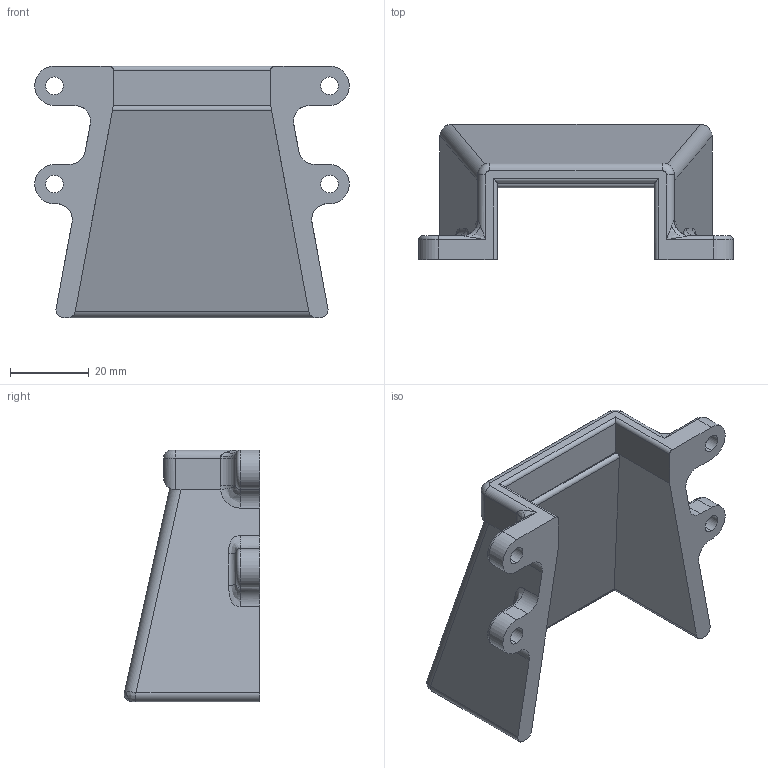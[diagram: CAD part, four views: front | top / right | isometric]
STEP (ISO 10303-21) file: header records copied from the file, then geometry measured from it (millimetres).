
FILE_DESCRIPTION (( 'STEP AP214' ), '1' );
FILE_NAME ('UV_cooling_ending.STEP', '2024-08-29T20:11:22', ( '' ), ( '' ), 'SwSTEP 2.0', 'SolidWorks 2024', '' );
FILE_SCHEMA (( 'AUTOMOTIVE_DESIGN' ));
Length unit declared in the file: millimetre
Products named in the file (1): UV_cooling_ending
Bounding box: 80 x 34.5 x 64 mm (x, y, z)
Volume: 35405.2 mm3; surface area: 16678 mm2
Topology: 1 solids, 1 shells, 116 faces, 286 edges, 172 vertices
Faces by surface type: cylinder 56, plane 33, torus 14, bspline 13
Entity records: 4017 total; most frequent: CARTESIAN_POINT 1376, ORIENTED_EDGE 568, DIRECTION 535, EDGE_CURVE 284, AXIS2_PLACEMENT_3D 203, VERTEX_POINT 172, LINE 129, VECTOR 129
